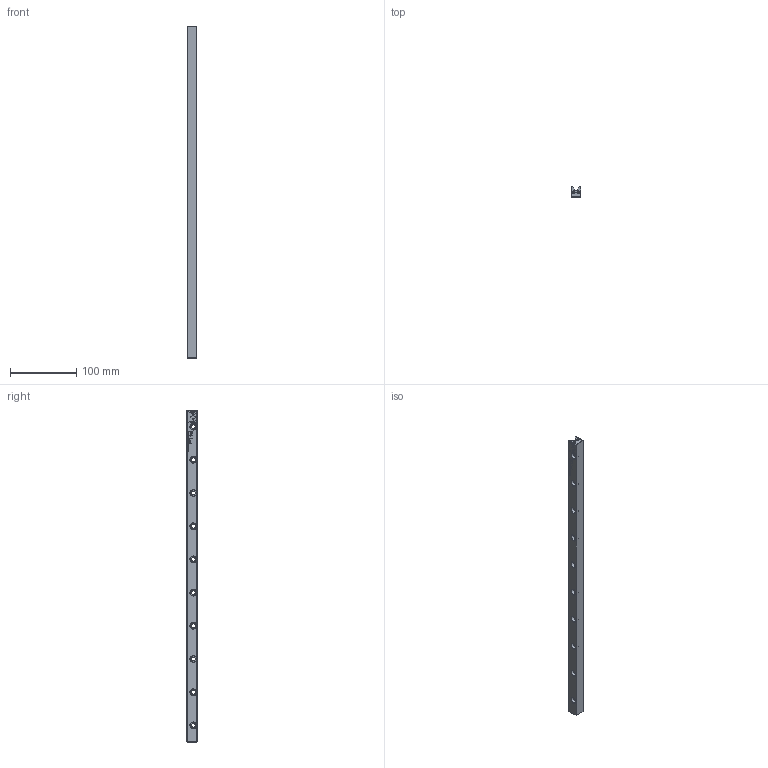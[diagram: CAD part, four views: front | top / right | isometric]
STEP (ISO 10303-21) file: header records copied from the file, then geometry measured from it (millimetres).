
FILE_DESCRIPTION(/* description */ (''),/* implementation_level */ '2;1');
FILE_NAME(/* name */ 'N62015_500.stp',/* time_stamp */ '2024-11-15T10:28:17+01:00',/* author */ (''),/* organization */ (''),/* preprocessor_version */ 'ST-DEVELOPER v16.7',/* originating_system */ 'SIEMENS PLM Software NX 12.0',/* authorisation */ '');
FILE_SCHEMA (('AUTOMOTIVE_DESIGN { 1 0 10303 214 3 1 1 1 }'));
Length unit declared in the file: millimetre
Products named in the file (1): N062015_500_stp
Bounding box: 15 x 16 x 500 mm (x, y, z)
Volume: 92727.8 mm3; surface area: 36938.6 mm2
Topology: 1 solids, 1 shells, 439 faces, 1102 edges, 704 vertices
Faces by surface type: plane 243, bspline 90, cone 56, cylinder 50
Entity records: 15480 total; most frequent: CARTESIAN_POINT 3480, ORIENTED_EDGE 2188, DIRECTION 1762, EDGE_CURVE 1094, LINE 766, VECTOR 766, VERTEX_POINT 704, EDGE_LOOP 506
